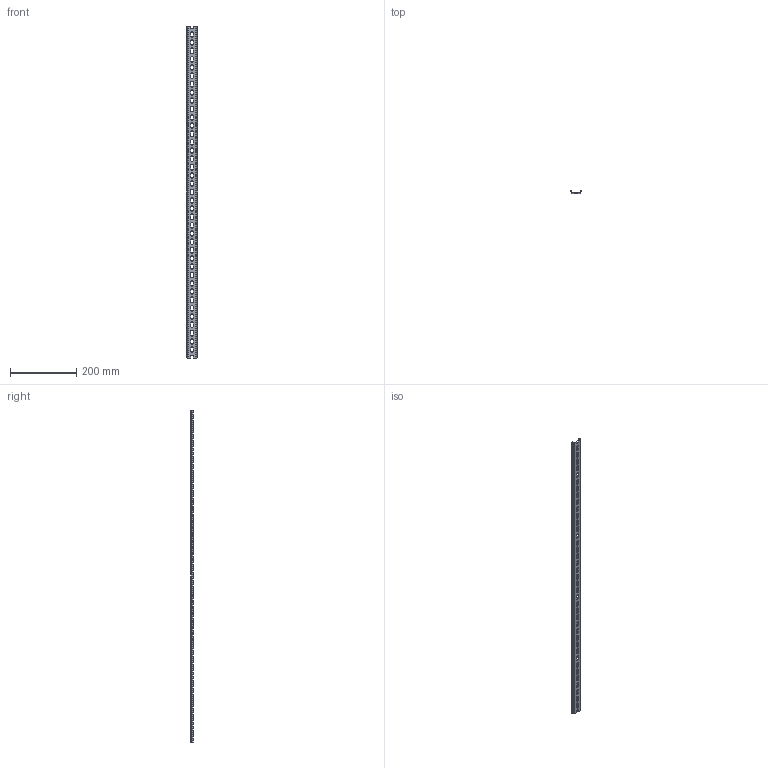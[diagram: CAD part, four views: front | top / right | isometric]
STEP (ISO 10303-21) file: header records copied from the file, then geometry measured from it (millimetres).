
FILE_DESCRIPTION (( 'STEP AP214' ), '1' );
FILE_NAME ('DIN-35-1.STEP', '2013-04-16T18:54:14', ( 'x' ), ( '' ), 'SwSTEP 2.0', 'SolidWorks 2012', '' );
FILE_SCHEMA (( 'AUTOMOTIVE_DESIGN' ));
Length unit declared in the file: millimetre
Products named in the file (1): DIN-35-1
Bounding box: 35 x 7.5 x 1000 mm (x, y, z)
Volume: 42082.3 mm3; surface area: 87968 mm2
Topology: 1 solids, 1 shells, 246 faces, 700 edges, 456 vertices
Faces by surface type: cylinder 132, plane 114
Entity records: 8242 total; most frequent: DIRECTION 1458, CARTESIAN_POINT 1403, ORIENTED_EDGE 1400, EDGE_CURVE 700, AXIS2_PLACEMENT_3D 511, VERTEX_POINT 456, LINE 436, VECTOR 436
